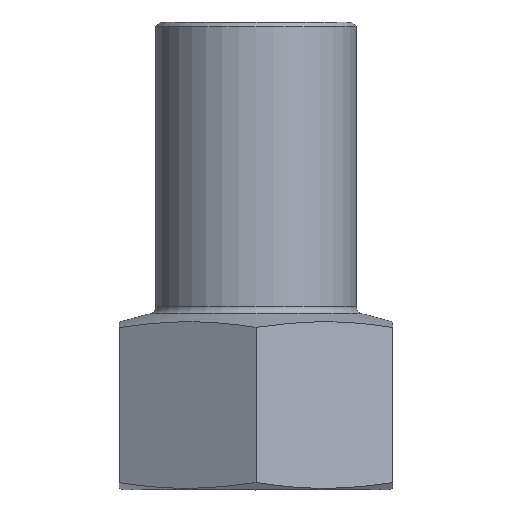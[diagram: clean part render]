
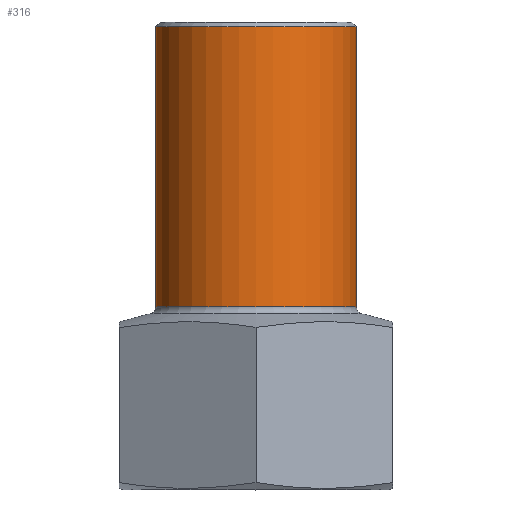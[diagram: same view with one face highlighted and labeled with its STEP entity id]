
A CAD part, top view. The second image highlights one B-rep face of the part: STEP entity #316.
In plain terms, the highlighted cylindrical face has radius 11 mm (diameter 22 mm), a full revolution.
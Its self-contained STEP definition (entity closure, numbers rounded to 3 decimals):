
#43=LINE('',#501,#59);
#59=VECTOR('',#409,11.);
#75=CYLINDRICAL_SURFACE('',#358,11.);
#80=FACE_OUTER_BOUND('',#99,.T.);
#99=EDGE_LOOP('',(#222,#223,#224,#225,#226));
#119=CIRCLE('',#355,11.);
#122=CIRCLE('',#359,11.);
#123=CIRCLE('',#360,11.);
#139=VERTEX_POINT('',#491);
#141=VERTEX_POINT('',#497);
#142=VERTEX_POINT('',#498);
#170=EDGE_CURVE('',#139,#139,#119,.T.);
#173=EDGE_CURVE('',#141,#142,#122,.T.);
#174=EDGE_CURVE('',#142,#141,#123,.T.);
#175=EDGE_CURVE('',#142,#139,#43,.T.);
#222=ORIENTED_EDGE('',*,*,#173,.F.);
#223=ORIENTED_EDGE('',*,*,#174,.F.);
#224=ORIENTED_EDGE('',*,*,#175,.T.);
#225=ORIENTED_EDGE('',*,*,#170,.F.);
#226=ORIENTED_EDGE('',*,*,#175,.F.);
#316=ADVANCED_FACE('',(#80),#75,.T.);
#355=AXIS2_PLACEMENT_3D('',#492,#397,#398);
#358=AXIS2_PLACEMENT_3D('',#496,#403,#404);
#359=AXIS2_PLACEMENT_3D('',#499,#405,#406);
#360=AXIS2_PLACEMENT_3D('',#500,#407,#408);
#397=DIRECTION('center_axis',(0.,-1.,0.));
#398=DIRECTION('ref_axis',(0.,0.,1.));
#403=DIRECTION('center_axis',(0.,1.,0.));
#404=DIRECTION('ref_axis',(0.,0.,1.));
#405=DIRECTION('center_axis',(0.,1.,0.));
#406=DIRECTION('ref_axis',(0.,0.,-1.));
#407=DIRECTION('center_axis',(0.,1.,0.));
#408=DIRECTION('ref_axis',(0.,0.,-1.));
#409=DIRECTION('',(0.,-1.,0.));
#491=CARTESIAN_POINT('',(0.,20.798,-11.));
#492=CARTESIAN_POINT('Origin',(0.,20.798,0.));
#496=CARTESIAN_POINT('Origin',(0.,36.,0.));
#497=CARTESIAN_POINT('',(0.,51.5,11.));
#498=CARTESIAN_POINT('',(0.,51.5,-11.));
#499=CARTESIAN_POINT('Origin',(0.,51.5,0.));
#500=CARTESIAN_POINT('Origin',(0.,51.5,0.));
#501=CARTESIAN_POINT('',(0.,36.,-11.));
